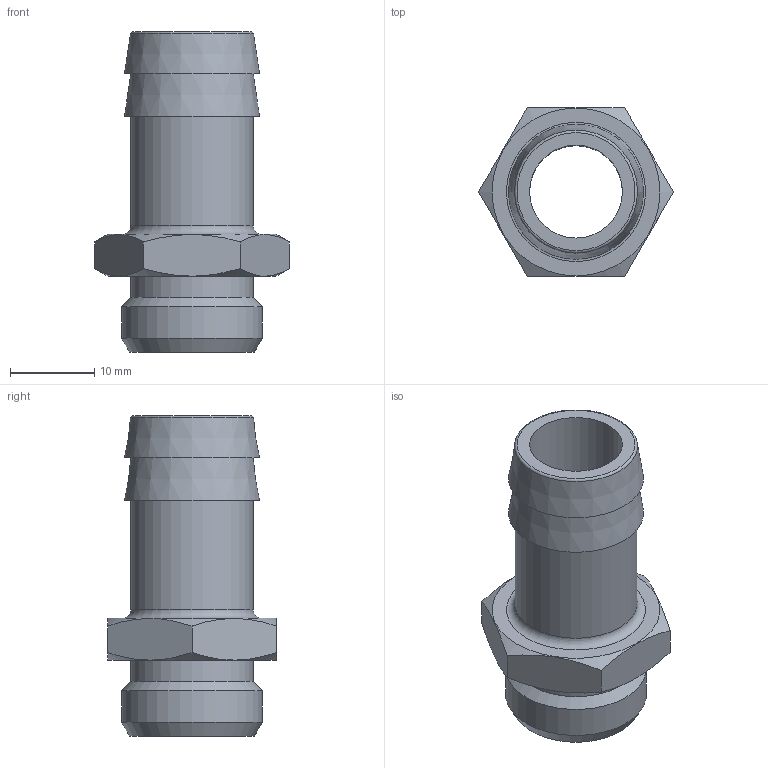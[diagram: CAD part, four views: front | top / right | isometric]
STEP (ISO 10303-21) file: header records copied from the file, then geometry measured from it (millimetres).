
FILE_DESCRIPTION(/* description */ ('Unknown'),/* implementation_level */ '2;1');
FILE_NAME(/* name */ 'PG2653816NI',/* time_stamp */ '2018-12-14T15:32:24+01:00',/* author */ ('UNIC_S.R.L.'),/* organization */ ('Unknown'),/* preprocessor_version */ 'ST-DEVELOPER v16.7',/* originating_system */ 'DEX',/* authorisation */ $);
FILE_SCHEMA (('AUTOMOTIVE_DESIGN {1 0 10303 214 3 1 1}'));
Length unit declared in the file: millimetre
Products named in the file (1): PG2653816NI
Bounding box: 23.09 x 20 x 38 mm (x, y, z)
Volume: 3952.2 mm3; surface area: 3821.4 mm2
Topology: 1 solids, 1 shells, 29 faces, 61 edges, 39 vertices
Faces by surface type: plane 13, cone 8, torus 4, cylinder 4
Full cylindrical faces by diameter (mm): 11 x1, 14.5 x2, 16.662 x1
Entity records: 919 total; most frequent: CARTESIAN_POINT 164, DIRECTION 110, ORIENTED_EDGE 80, EDGE_LOOP 52, FACE_BOUND 52, AXIS2_PLACEMENT_3D 52, EDGE_CURVE 40, VERTEX_POINT 34
